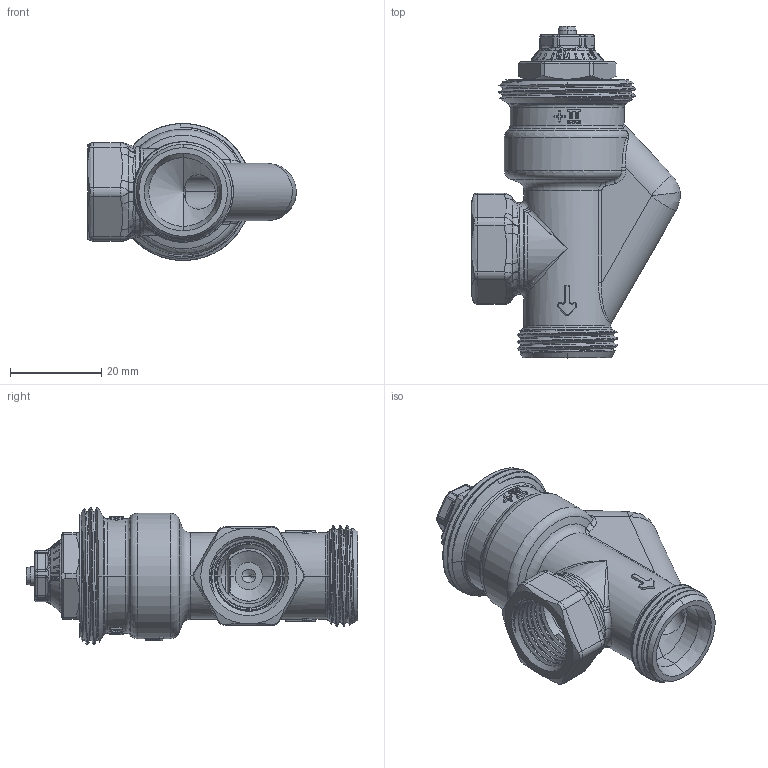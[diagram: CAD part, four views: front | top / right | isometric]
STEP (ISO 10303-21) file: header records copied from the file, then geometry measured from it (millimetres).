
FILE_DESCRIPTION((''),'2;1');
FILE_NAME('3470-01-000-OHNE-V-UN_SW0001','2015-10-16T',('marann'),(''),'PRO/ENGINEER BY PARAMETRIC TECHNOLOGY CORPORATION, 2011490','PRO/ENGINEER BY PARAMETRIC TECHNOLOGY CORPORATION, 2011490','');
FILE_SCHEMA(('CONFIG_CONTROL_DESIGN'));
Length unit declared in the file: millimetre
Products named in the file (1): 3470-01-000-OHNE-V-UN_SW0001
Bounding box: 45.67 x 72.65 x 30 mm (x, y, z)
Volume: 19120.3 mm3; surface area: 16121.3 mm2
Topology: 3 solids, 3 shells, 1083 faces, 2838 edges, 1776 vertices
Faces by surface type: bspline 311, cylinder 282, plane 187, cone 137, torus 99, extrusion 53, sphere 14
Entity records: 67695 total; most frequent: CARTESIAN_POINT 44191, ORIENTED_EDGE 5644, DIRECTION 3730, EDGE_CURVE 2822, VERTEX_POINT 1776, AXIS2_PLACEMENT_3D 1459, B_SPLINE_CURVE_WITH_KNOTS 1376, EDGE_LOOP 1128
